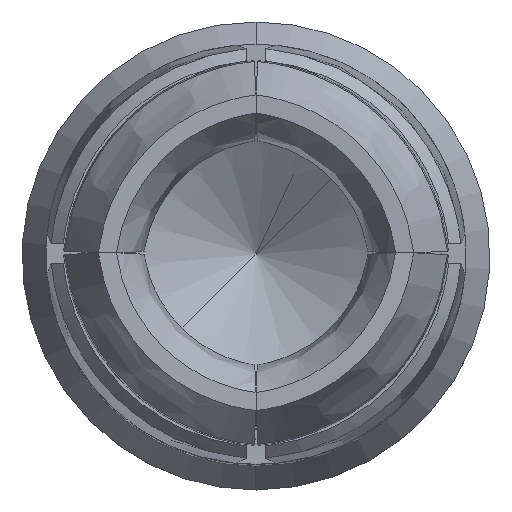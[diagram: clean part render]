
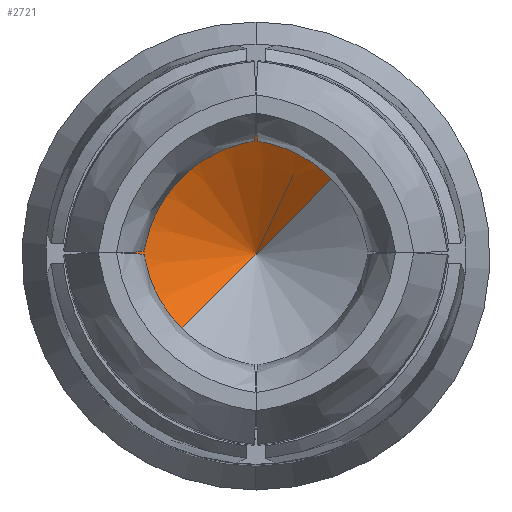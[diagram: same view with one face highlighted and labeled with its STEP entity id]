
A CAD part, top view. The second image highlights one B-rep face of the part: STEP entity #2721.
In plain terms, the highlighted conical face has half-angle 59 degrees and reference radius 0.552 mm.
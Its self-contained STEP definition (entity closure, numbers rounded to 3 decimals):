
#23=DIRECTION('',(-0.606,-0.606,-0.515));
#24=VECTOR('',#23,1.289);
#25=CARTESIAN_POINT('',(0.781,0.781,0.1));
#26=LINE('',#25,#24);
#27=DIRECTION('',(0.606,0.606,-0.515));
#28=VECTOR('',#27,1.289);
#29=CARTESIAN_POINT('',(-0.781,-0.781,
0.1));
#30=LINE('',#29,#28);
#31=CARTESIAN_POINT('',(0.,0.,0.1));
#32=DIRECTION('',(0.,0.,1.));
#33=DIRECTION('',(-1.,0.,0.));
#34=AXIS2_PLACEMENT_3D('',#31,#32,#33);
#63=CARTESIAN_POINT('',(0.,0.,0.1));
#64=DIRECTION('',(0.,0.,1.));
#65=DIRECTION('',(0.707,0.707,0.));
#66=AXIS2_PLACEMENT_3D('',#63,#64,#65);
#68=CARTESIAN_POINT('',(0.,0.,0.1));
#69=DIRECTION('',(0.,0.,1.));
#70=DIRECTION('',(0.,1.,0.));
#71=AXIS2_PLACEMENT_3D('',#68,#69,#70);
#2528=CARTESIAN_POINT('',(0.,1.105,0.1));
#2529=VERTEX_POINT('',#2528);
#2534=CARTESIAN_POINT('',(-1.105,0.,0.1));
#2535=VERTEX_POINT('',#2534);
#2552=CARTESIAN_POINT('',(0.781,0.781,
0.1));
#2553=CARTESIAN_POINT('',(0.,0.,-0.564));
#2554=VERTEX_POINT('',#2552);
#2555=VERTEX_POINT('',#2553);
#2556=CARTESIAN_POINT('',(-0.781,-0.781,
0.1));
#2557=VERTEX_POINT('',#2556);
#2706=CARTESIAN_POINT('',(0.,0.,-0.232));
#2707=DIRECTION('',(0.,0.,1.));
#2708=DIRECTION('',(0.707,0.707,0.));
#2709=AXIS2_PLACEMENT_3D('',#2706,#2707,#2708);
#2710=CONICAL_SURFACE('',#2709,0.553,59.);
#2711=ORIENTED_EDGE('',*,*,#2693,.T.);
#2712=ORIENTED_EDGE('',*,*,#2701,.F.);
#2714=ORIENTED_EDGE('',*,*,#2713,.F.);
#2716=ORIENTED_EDGE('',*,*,#2715,.F.);
#2718=ORIENTED_EDGE('',*,*,#2717,.F.);
#2719=EDGE_LOOP('',(#2711,#2712,#2714,#2716,#2718));
#2720=FACE_OUTER_BOUND('',#2719,.F.);
#35=CIRCLE('',#34,1.105);
#67=CIRCLE('',#66,1.105);
#72=CIRCLE('',#71,1.105);
#2693=EDGE_CURVE('',#2554,#2555,#26,.T.);
#2701=EDGE_CURVE('',#2557,#2555,#30,.T.);
#2713=EDGE_CURVE('',#2535,#2557,#35,.T.);
#2715=EDGE_CURVE('',#2529,#2535,#72,.T.);
#2717=EDGE_CURVE('',#2554,#2529,#67,.T.);
#2721=ADVANCED_FACE('',(#2720),#2710,.F.);
